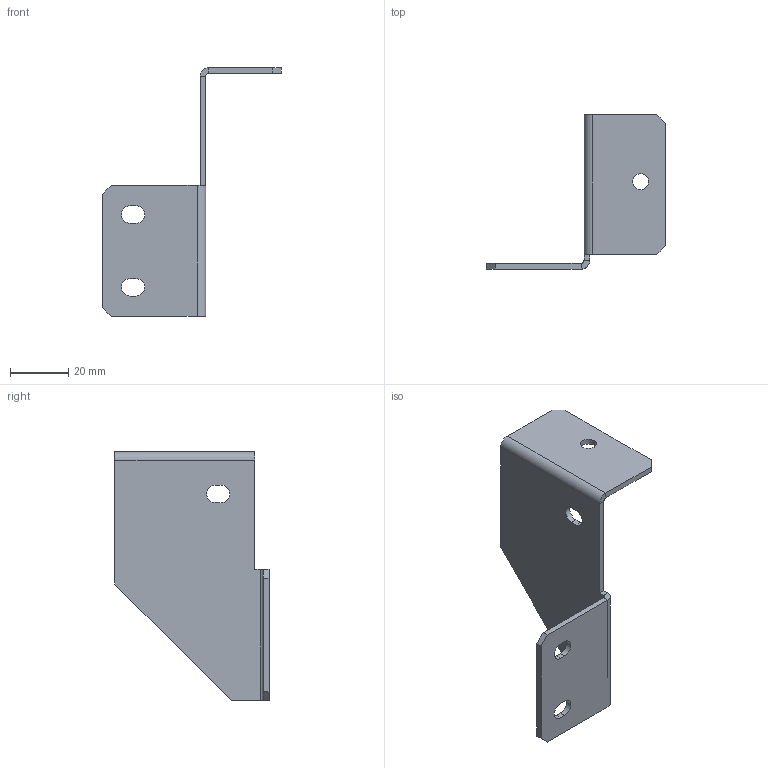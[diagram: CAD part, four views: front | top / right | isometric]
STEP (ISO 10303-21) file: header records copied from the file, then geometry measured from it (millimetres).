
FILE_DESCRIPTION (( 'STEP AP203' ), '1' );
FILE_NAME ('MA1.700.060020.01.03 Ñòîïîð ìîíòàæíîé ïàíåëè âåðõíèé.STEP', '2025-01-09T10:25:41', ( '' ), ( '' ), 'SwSTEP 2.0', 'SolidWorks 2021', '' );
FILE_SCHEMA (( 'CONFIG_CONTROL_DESIGN' ));
Length unit declared in the file: millimetre
Products named in the file (1): MA1.700.060020.01.03 Ñòîïîð ìîíòàæíîé ïàíåëè âåðõíèé
Bounding box: 61.5 x 53 x 85.5 mm (x, y, z)
Volume: 12084.2 mm3; surface area: 12980 mm2
Topology: 1 solids, 1 shells, 42 faces, 104 edges, 64 vertices
Faces by surface type: plane 31, cylinder 11
Full cylindrical faces by diameter (mm): 5.5 x1
Entity records: 1310 total; most frequent: DIRECTION 211, CARTESIAN_POINT 210, ORIENTED_EDGE 206, EDGE_CURVE 103, LINE 81, VECTOR 81, AXIS2_PLACEMENT_3D 65, VERTEX_POINT 64
